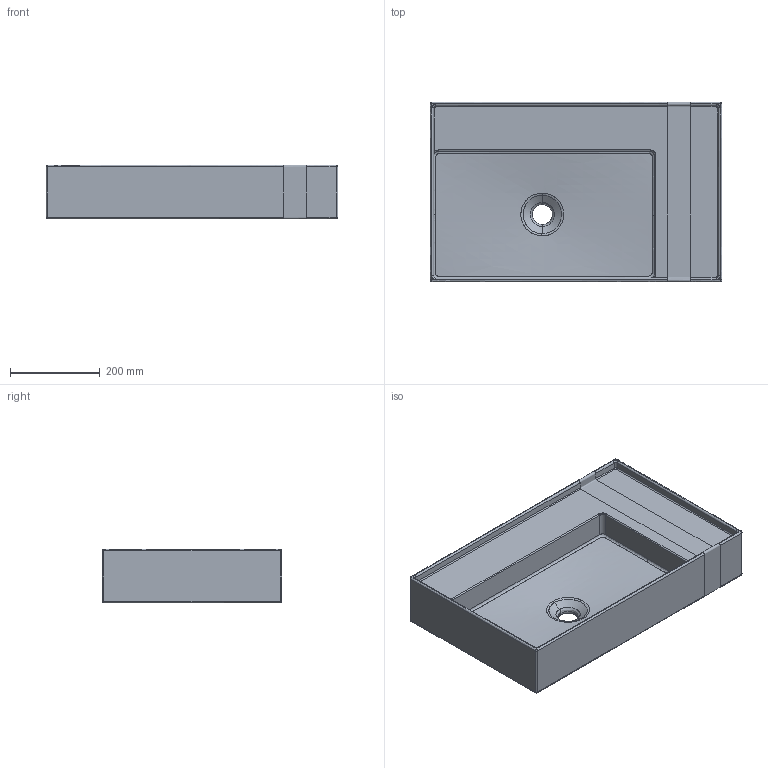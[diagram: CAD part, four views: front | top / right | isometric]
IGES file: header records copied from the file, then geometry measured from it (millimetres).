
Start section: SolidWorks IGES file using analytic representation for surfaces
Global section: file name: 83111.0.IGS; native system: SolidWorks 2019; preprocessor: SolidWorks 2019; author: adamj; date: 190329.141214; units: millimetre
Bounding box: 650 x 400 x 120 mm (x, y, z)
Surface area: 897629.5 mm2 (no closed solid volume)
Topology: 0 solids, 0 shells, 109 faces, 902 edges, 900 vertices
Faces by surface type: bspline 109
